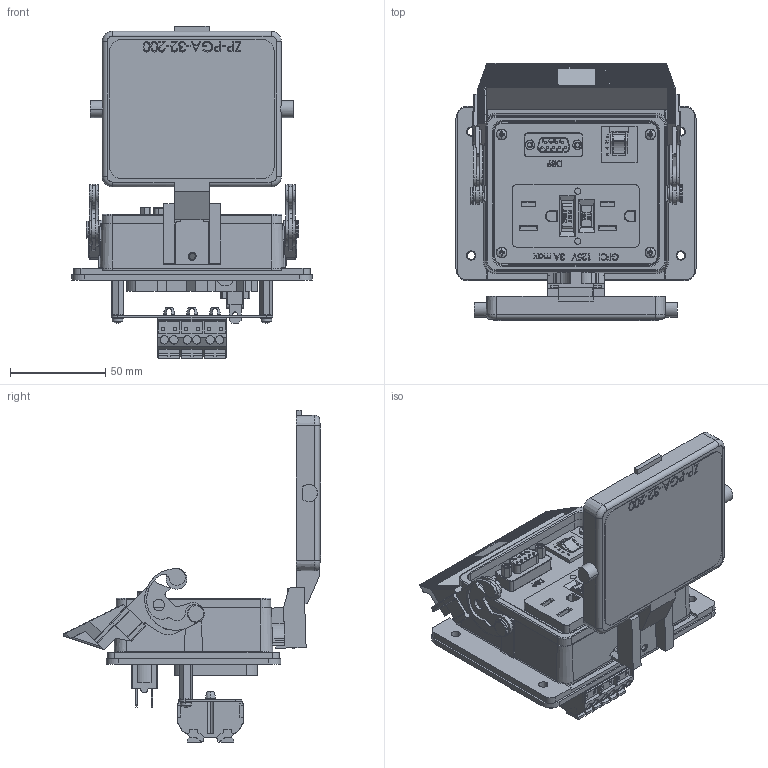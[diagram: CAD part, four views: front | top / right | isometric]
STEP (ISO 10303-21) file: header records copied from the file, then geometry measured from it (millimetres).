
FILE_DESCRIPTION (( 'STEP AP214' ), '1' );
FILE_NAME ('ZP-PGA-32-200.step', '2018-09-05T17:15:03', ( '' ), ( '' ), 'SwSTEP 2.0', 'SolidWorks 2017', '' );
FILE_SCHEMA (( 'AUTOMOTIVE_DESIGN' ));
Length unit declared in the file: inch
Products named in the file (1): ZP-PGA-32-200
Bounding box: 125.98 x 134.96 x 174.16 mm (x, y, z)
Volume: 264979.7 mm3; surface area: 124051.8 mm2
Topology: 1 solids, 17 shells, 3250 faces, 8685 edges, 5668 vertices
Faces by surface type: plane 2104, cylinder 663, bspline 317, torus 78, cone 76, sphere 12
Entity records: 144189 total; most frequent: CARTESIAN_POINT 37637, ORIENTED_EDGE 17354, DIRECTION 15371, EDGE_CURVE 8677, LINE 6099, VECTOR 6099, VERTEX_POINT 5668, AXIS2_PLACEMENT_3D 4636
